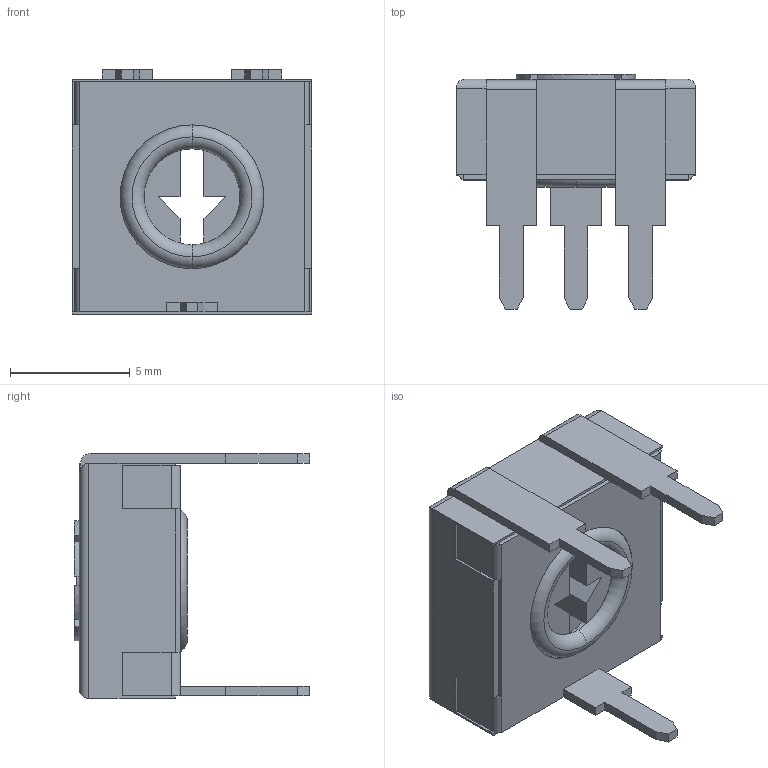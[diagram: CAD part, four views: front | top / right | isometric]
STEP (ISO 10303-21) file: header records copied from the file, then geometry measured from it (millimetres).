
FILE_DESCRIPTION (( 'STEP AP214' ), '1' );
FILE_NAME ('6CEAFE88-19D1-465F-845F-643BD9EEF231.STEP', '2009-02-24T08:32:59', ( 'sysAdmin' ), ( 'SolidWorks' ), 'SwSTEP 2.0', 'SolidWorks 2009', '' );
FILE_SCHEMA (( 'AUTOMOTIVE_DESIGN' ));
Length unit declared in the file: millimetre
Products named in the file (1): 6CEAFE88-19D1-465F-845F-643BD9EEF231
Bounding box: 10 x 9.8 x 10.2 mm (x, y, z)
Volume: 387.6 mm3; surface area: 664.5 mm2
Topology: 8 solids, 8 shells, 295 faces, 778 edges, 510 vertices
Faces by surface type: plane 220, cylinder 53, bspline 18, torus 4
Entity records: 13108 total; most frequent: CARTESIAN_POINT 2778, ORIENTED_EDGE 1556, DIRECTION 1406, EDGE_CURVE 778, VECTOR 618, LINE 618, VERTEX_POINT 510, AXIS2_PLACEMENT_3D 394
